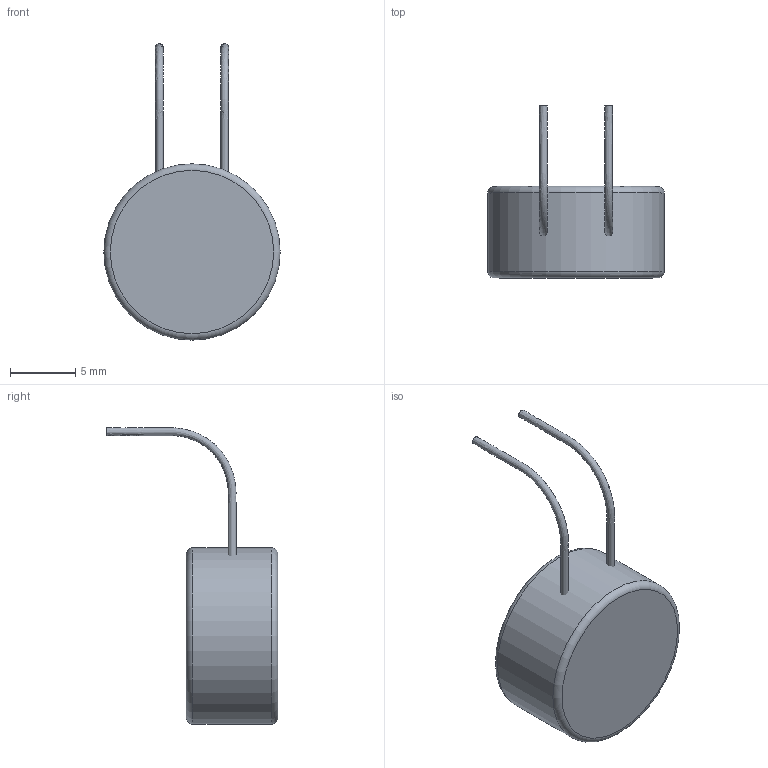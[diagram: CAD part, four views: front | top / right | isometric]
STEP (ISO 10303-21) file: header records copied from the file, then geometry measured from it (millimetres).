
FILE_DESCRIPTION(/* description */ (''),/* implementation_level */ '2;1');
FILE_NAME(/* name */ 'PTCEL13R102SBE.stp',/* time_stamp */ '2023-04-12T14:37:34+02:00',/* author */ (''),/* organization */ (''),/* preprocessor_version */ 'ST-DEVELOPER v18.102',/* originating_system */ 'SIEMENS PLM Software NX2206.1700',/* authorisation */ '');
FILE_SCHEMA (('AUTOMOTIVE_DESIGN { 1 0 10303 214 3 1 1 1 }'));
Bounding box: 13.5 x 13.14 x 22.69 mm (x, y, z)
Volume: 1017.4 mm3; surface area: 698.5 mm2
Topology: 4 solids, 4 shells, 14 faces, 27 edges, 28 vertices
Faces by surface type: plane 8, bspline 3, torus 2, cylinder 1
Full cylindrical faces by diameter (mm): 13.5 x1
Entity records: 1066 total; most frequent: CRTPNT 751, DRCTN 46, A2PL3D 21, EDGLP 20, ORNEDG 20, STYITM 16, PRSTAS 16, ADVFC 14
